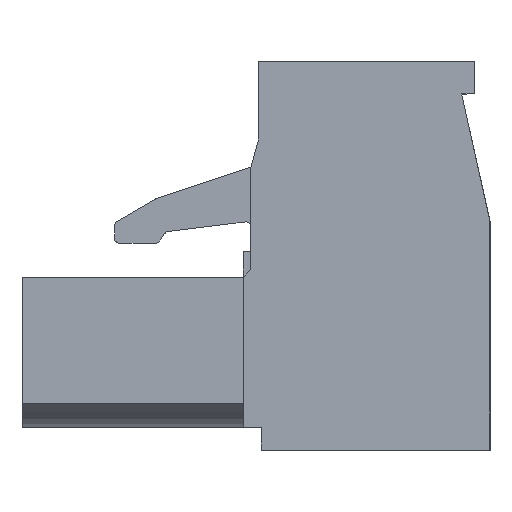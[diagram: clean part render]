
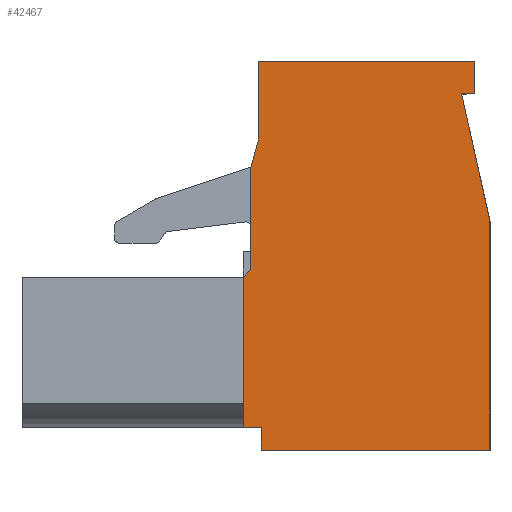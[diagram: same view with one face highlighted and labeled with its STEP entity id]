
A CAD part, left-side view. The second image highlights one B-rep face of the part: STEP entity #42467.
In plain terms, the highlighted planar face has unit normal (-1, 0, 0).
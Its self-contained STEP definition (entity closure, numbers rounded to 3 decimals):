
#7558=ORIENTED_EDGE('',*,*,#16367,.F.);
#7559=ORIENTED_EDGE('',*,*,#14588,.F.);
#7560=ORIENTED_EDGE('',*,*,#15451,.F.);
#7561=ORIENTED_EDGE('',*,*,#14028,.F.);
#7562=ORIENTED_EDGE('',*,*,#15437,.F.);
#7563=ORIENTED_EDGE('',*,*,#14649,.F.);
#7564=ORIENTED_EDGE('',*,*,#14154,.F.);
#7565=ORIENTED_EDGE('',*,*,#15438,.F.);
#7566=ORIENTED_EDGE('',*,*,#13944,.F.);
#7567=ORIENTED_EDGE('',*,*,#15442,.F.);
#7568=ORIENTED_EDGE('',*,*,#15445,.F.);
#7569=ORIENTED_EDGE('',*,*,#13052,.F.);
#7570=ORIENTED_EDGE('',*,*,#15482,.F.);
#13052=EDGE_CURVE('',#19037,#19038,#22985,.T.);
#13944=EDGE_CURVE('',#19814,#19815,#23800,.T.);
#14028=EDGE_CURVE('',#19898,#19899,#23884,.T.);
#14154=EDGE_CURVE('',#20005,#20006,#24009,.T.);
#14588=EDGE_CURVE('',#20418,#20419,#24362,.T.);
#14649=EDGE_CURVE('',#20006,#20471,#24422,.T.);
#15437=EDGE_CURVE('',#20471,#19898,#25133,.T.);
#15438=EDGE_CURVE('',#19815,#20005,#25134,.T.);
#15442=EDGE_CURVE('',#21023,#19814,#25138,.T.);
#15445=EDGE_CURVE('',#19038,#21023,#25141,.T.);
#15451=EDGE_CURVE('',#19899,#20418,#25147,.T.);
#15482=EDGE_CURVE('',#21035,#19037,#25176,.T.);
#16367=EDGE_CURVE('',#20419,#21035,#25943,.T.);
#19037=VERTEX_POINT('',#57868);
#19038=VERTEX_POINT('',#57870);
#19814=VERTEX_POINT('',#59655);
#19815=VERTEX_POINT('',#59657);
#19898=VERTEX_POINT('',#59824);
#19899=VERTEX_POINT('',#59826);
#20005=VERTEX_POINT('',#60058);
#20006=VERTEX_POINT('',#60060);
#20418=VERTEX_POINT('',#60910);
#20419=VERTEX_POINT('',#60912);
#20471=VERTEX_POINT('',#61034);
#21023=VERTEX_POINT('',#62574);
#21035=VERTEX_POINT('',#62652);
#22985=LINE('',#57869,#28437);
#23800=LINE('',#59656,#29252);
#23884=LINE('',#59825,#29336);
#24009=LINE('',#60059,#29461);
#24362=LINE('',#60911,#29814);
#24422=LINE('',#61033,#29874);
#25133=LINE('',#62564,#30585);
#25134=LINE('',#62566,#30586);
#25138=LINE('',#62575,#30590);
#25141=LINE('',#62580,#30593);
#25147=LINE('',#62589,#30599);
#25176=LINE('',#62653,#30628);
#25943=LINE('',#64593,#31395);
#28437=VECTOR('',#46691,1000.);
#29252=VECTOR('',#47896,1000.);
#29336=VECTOR('',#47982,1000.);
#29461=VECTOR('',#48111,1000.);
#29814=VECTOR('',#48636,1000.);
#29874=VECTOR('',#48716,1000.);
#30585=VECTOR('',#49969,1000.);
#30586=VECTOR('',#49972,1000.);
#30590=VECTOR('',#49978,1000.);
#30593=VECTOR('',#49983,1000.);
#30599=VECTOR('',#49993,1000.);
#30628=VECTOR('',#50072,1000.);
#31395=VECTOR('',#52621,1000.);
#35347=EDGE_LOOP('',(#7558,#7559,#7560,#7561,#7562,#7563,#7564,#7565,#7566,
#7567,#7568,#7569,#7570));
#38050=FACE_BOUND('',#35347,.T.);
#40286=PLANE('',#45361);
#42467=ADVANCED_FACE('',(#38050),#40286,.F.);
#45361=AXIS2_PLACEMENT_3D('',#64727,#52783,#52784);
#46691=DIRECTION('',(0.,0.,1.));
#47896=DIRECTION('',(0.,-1.,0.));
#47982=DIRECTION('',(0.,1.,0.));
#48111=DIRECTION('',(0.,1.,0.));
#48636=DIRECTION('',(0.,1.,0.));
#48716=DIRECTION('',(0.,-0.217,-0.976));
#49969=DIRECTION('',(0.,0.,-1.));
#49972=DIRECTION('',(0.,0.,-1.));
#49978=DIRECTION('',(0.,0.,1.));
#49983=DIRECTION('',(0.,-0.263,0.965));
#49993=DIRECTION('',(0.,0.,1.));
#50072=DIRECTION('',(0.,-0.707,0.707));
#52621=DIRECTION('',(0.,0.,1.));
#52783=DIRECTION('',(1.,0.,0.));
#52784=DIRECTION('',(0.,0.,-1.));
#57868=CARTESIAN_POINT('',(-50.9,4.85,2.575));
#57869=CARTESIAN_POINT('',(-50.9,4.85,6.55));
#57870=CARTESIAN_POINT('',(-50.9,4.85,6.55));
#59655=CARTESIAN_POINT('',(-50.9,4.55,10.65));
#59656=CARTESIAN_POINT('',(-50.9,-3.85,10.65));
#59657=CARTESIAN_POINT('',(-50.9,-3.85,10.65));
#59824=CARTESIAN_POINT('',(-50.9,-4.45,-4.45));
#59825=CARTESIAN_POINT('',(-50.9,4.45,-4.45));
#59826=CARTESIAN_POINT('',(-50.9,4.45,-4.45));
#60058=CARTESIAN_POINT('',(-50.9,-3.85,9.4));
#60059=CARTESIAN_POINT('',(-50.9,-3.35,9.4));
#60060=CARTESIAN_POINT('',(-50.9,-3.35,9.4));
#60910=CARTESIAN_POINT('',(-50.9,4.45,-3.575));
#60911=CARTESIAN_POINT('',(-50.9,5.15,-3.575));
#60912=CARTESIAN_POINT('',(-50.9,5.15,-3.575));
#61033=CARTESIAN_POINT('',(-50.9,-3.35,9.4));
#61034=CARTESIAN_POINT('',(-50.9,-4.45,4.45));
#62564=CARTESIAN_POINT('',(-50.9,-4.45,-4.45));
#62566=CARTESIAN_POINT('',(-50.9,-3.85,9.4));
#62574=CARTESIAN_POINT('',(-50.9,4.55,7.65));
#62575=CARTESIAN_POINT('',(-50.9,4.55,10.65));
#62580=CARTESIAN_POINT('',(-50.9,4.55,7.65));
#62589=CARTESIAN_POINT('',(-50.9,4.45,-3.575));
#62652=CARTESIAN_POINT('',(-50.9,5.15,2.275));
#62653=CARTESIAN_POINT('',(-50.9,5.15,2.275));
#64593=CARTESIAN_POINT('',(-50.9,5.15,2.275));
#64727=CARTESIAN_POINT('',(-50.9,0.,0.));
